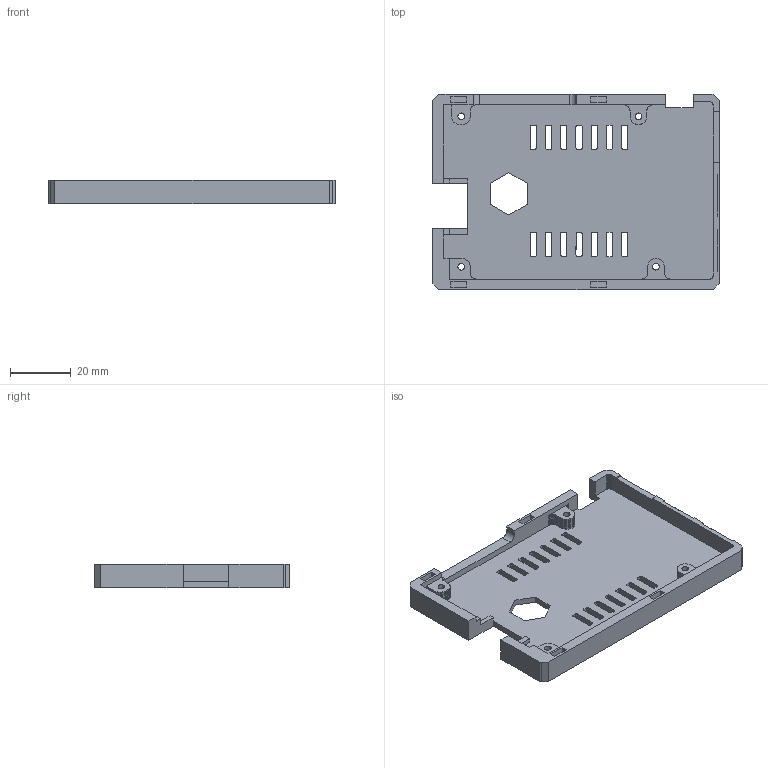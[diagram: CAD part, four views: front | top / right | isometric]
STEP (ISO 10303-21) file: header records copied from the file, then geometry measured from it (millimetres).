
FILE_DESCRIPTION(('STEP AP242'), '1');
FILE_NAME('BTT_PI_holder', '', ('UNSPECIFIED'), ('UNSPECIFIED'), 'C3D Converter', 'C3D Toolkit', '');
FILE_SCHEMA(('AP242_MANAGED_MODEL_BASED_3D_ENGINEERING_MIM_LF { 1 0 10303 442 1 1 4 }'));
Length unit declared in the file: millimetre
Bounding box: 94 x 64.2 x 7.8 mm (x, y, z)
Volume: 16015.8 mm3; surface area: 15901.3 mm2
Topology: 1 solids, 1 shells, 865 faces, 2575 edges, 1716 vertices
Faces by surface type: plane 859, cylinder 6
Full cylindrical faces by diameter (mm): 2.2 x4
Entity records: 35417 total; most frequent: CARTESIAN_POINT 5165, ORIENTED_EDGE 5142, DIRECTION 4312, EDGE_CURVE 2571, LINE 2554, VECTOR 2554, VERTEX_POINT 1716, EDGE_LOOP 911
